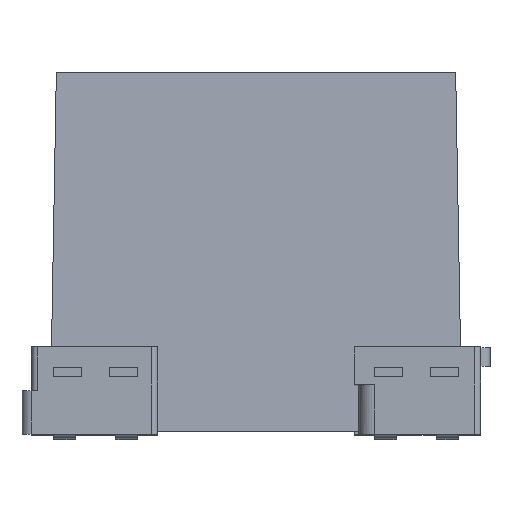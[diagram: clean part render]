
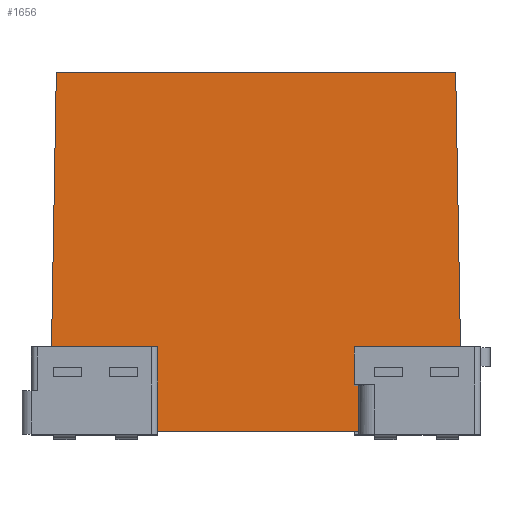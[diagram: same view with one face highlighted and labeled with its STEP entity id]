
A CAD part, top view. The second image highlights one B-rep face of the part: STEP entity #1656.
In plain terms, the highlighted planar face has unit normal (0, 0.018, 1).
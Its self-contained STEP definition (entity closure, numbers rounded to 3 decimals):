
#82 = CARTESIAN_POINT ( 'NONE',  ( -3.15, -2.9, 6.554 ) ) ;
#144 = LINE ( 'NONE', #3264, #3692 ) ;
#185 = ORIENTED_EDGE ( 'NONE', *, *, #2760, .T. ) ;
#201 = VERTEX_POINT ( 'NONE', #1688 ) ;
#234 = VERTEX_POINT ( 'NONE', #1998 ) ;
#313 = ORIENTED_EDGE ( 'NONE', *, *, #603, .T. ) ;
#400 = VECTOR ( 'NONE', #3617, 1000. ) ;
#401 = LINE ( 'NONE', #3202, #3038 ) ;
#455 = CARTESIAN_POINT ( 'NONE',  ( -6.4, 5.9, 6.4 ) ) ;
#490 = LINE ( 'NONE', #1045, #1291 ) ;
#554 = VERTEX_POINT ( 'NONE', #2472 ) ;
#603 = EDGE_CURVE ( 'NONE', #2689, #1242, #3112, .T. ) ;
#619 = VECTOR ( 'NONE', #1149, 1000. ) ;
#738 = VERTEX_POINT ( 'NONE', #2075 ) ;
#743 = ORIENTED_EDGE ( 'NONE', *, *, #3178, .F. ) ;
#800 = EDGE_CURVE ( 'NONE', #2689, #234, #1434, .T. ) ;
#814 = VERTEX_POINT ( 'NONE', #3362 ) ;
#964 = CARTESIAN_POINT ( 'NONE',  ( -6.4, -2.9, 6.554 ) ) ;
#1045 = CARTESIAN_POINT ( 'NONE',  ( -6.396, 6.123, 6.396 ) ) ;
#1085 = FACE_OUTER_BOUND ( 'NONE', #2419, .T. ) ;
#1149 = DIRECTION ( 'NONE',  ( 0., -1., 0.017 ) ) ;
#1157 = CARTESIAN_POINT ( 'NONE',  ( 3.3, 5.9, 6.4 ) ) ;
#1162 = DIRECTION ( 'NONE',  ( 1., 0., 0. ) ) ;
#1182 = ORIENTED_EDGE ( 'NONE', *, *, #3528, .T. ) ;
#1206 = CARTESIAN_POINT ( 'NONE',  ( -6.4, -4.153, 6.575 ) ) ;
#1242 = VERTEX_POINT ( 'NONE', #1474 ) ;
#1261 = DIRECTION ( 'NONE',  ( 0., -1., 0.017 ) ) ;
#1291 = VECTOR ( 'NONE', #1364, 1000. ) ;
#1364 = DIRECTION ( 'NONE',  ( 0.017, 1., -0.017 ) ) ;
#1392 = VERTEX_POINT ( 'NONE', #1906 ) ;
#1424 = ORIENTED_EDGE ( 'NONE', *, *, #800, .F. ) ;
#1434 = LINE ( 'NONE', #964, #4094 ) ;
#1474 = CARTESIAN_POINT ( 'NONE',  ( 6.4, 5.9, 6.4 ) ) ;
#1485 = DIRECTION ( 'NONE',  ( 0., 1., -0.017 ) ) ;
#1502 = CARTESIAN_POINT ( 'NONE',  ( -6.4, -2.9, 6.554 ) ) ;
#1510 = LINE ( 'NONE', #2865, #619 ) ;
#1650 = DIRECTION ( 'NONE',  ( -1., 0., 0. ) ) ;
#1656 = ADVANCED_FACE ( 'NONE', ( #1085 ), #2279, .T. ) ;
#1688 = CARTESIAN_POINT ( 'NONE',  ( -6.4, 5.9, 6.4 ) ) ;
#1846 = DIRECTION ( 'NONE',  ( -1., 0., 0. ) ) ;
#1906 = CARTESIAN_POINT ( 'NONE',  ( 3.3, -5.6, 6.601 ) ) ;
#1966 = CARTESIAN_POINT ( 'NONE',  ( 6.554, -2.9, 6.554 ) ) ;
#1998 = CARTESIAN_POINT ( 'NONE',  ( 3.15, -2.9, 6.554 ) ) ;
#2001 = VECTOR ( 'NONE', #1485, 1000. ) ;
#2075 = CARTESIAN_POINT ( 'NONE',  ( 3.3, -4.153, 6.575 ) ) ;
#2114 = EDGE_CURVE ( 'NONE', #3404, #554, #3188, .T. ) ;
#2170 = ORIENTED_EDGE ( 'NONE', *, *, #2114, .F. ) ;
#2197 = VECTOR ( 'NONE', #4422, 1000. ) ;
#2239 = ORIENTED_EDGE ( 'NONE', *, *, #2676, .F. ) ;
#2279 = PLANE ( 'NONE',  #3271 ) ;
#2347 = EDGE_CURVE ( 'NONE', #738, #814, #3850, .T. ) ;
#2419 = EDGE_LOOP ( 'NONE', ( #1424, #313, #743, #2239, #2170, #2981, #1182, #185, #2961, #3938 ) ) ;
#2472 = CARTESIAN_POINT ( 'NONE',  ( -6.554, -2.9, 6.554 ) ) ;
#2628 = CARTESIAN_POINT ( 'NONE',  ( -6.4, 5.9, 6.4 ) ) ;
#2676 = EDGE_CURVE ( 'NONE', #554, #201, #490, .T. ) ;
#2689 = VERTEX_POINT ( 'NONE', #1966 ) ;
#2760 = EDGE_CURVE ( 'NONE', #1392, #738, #2911, .T. ) ;
#2865 = CARTESIAN_POINT ( 'NONE',  ( -3.15, 5.9, 6.4 ) ) ;
#2907 = LINE ( 'NONE', #455, #3725 ) ;
#2911 = LINE ( 'NONE', #1157, #2001 ) ;
#2961 = ORIENTED_EDGE ( 'NONE', *, *, #2347, .T. ) ;
#2981 = ORIENTED_EDGE ( 'NONE', *, *, #4251, .T. ) ;
#3038 = VECTOR ( 'NONE', #1162, 1000. ) ;
#3112 = LINE ( 'NONE', #3714, #2197 ) ;
#3178 = EDGE_CURVE ( 'NONE', #201, #1242, #2907, .T. ) ;
#3188 = LINE ( 'NONE', #1502, #4471 ) ;
#3202 = CARTESIAN_POINT ( 'NONE',  ( 0., -5.6, 6.601 ) ) ;
#3264 = CARTESIAN_POINT ( 'NONE',  ( 3.15, 5.9, 6.4 ) ) ;
#3271 = AXIS2_PLACEMENT_3D ( 'NONE', #2628, #3317, #1261 ) ;
#3285 = DIRECTION ( 'NONE',  ( 0., 1., -0.017 ) ) ;
#3317 = DIRECTION ( 'NONE',  ( 0., 0.017, 1. ) ) ;
#3322 = EDGE_CURVE ( 'NONE', #814, #234, #144, .T. ) ;
#3362 = CARTESIAN_POINT ( 'NONE',  ( 3.15, -4.153, 6.575 ) ) ;
#3404 = VERTEX_POINT ( 'NONE', #82 ) ;
#3528 = EDGE_CURVE ( 'NONE', #3893, #1392, #401, .T. ) ;
#3610 = CARTESIAN_POINT ( 'NONE',  ( -3.15, -5.6, 6.601 ) ) ;
#3617 = DIRECTION ( 'NONE',  ( -1., 0., 0. ) ) ;
#3692 = VECTOR ( 'NONE', #3285, 1000. ) ;
#3714 = CARTESIAN_POINT ( 'NONE',  ( 6.396, 6.123, 6.396 ) ) ;
#3725 = VECTOR ( 'NONE', #3903, 1000. ) ;
#3850 = LINE ( 'NONE', #1206, #400 ) ;
#3893 = VERTEX_POINT ( 'NONE', #3610 ) ;
#3903 = DIRECTION ( 'NONE',  ( 1., 0., 0. ) ) ;
#3938 = ORIENTED_EDGE ( 'NONE', *, *, #3322, .T. ) ;
#4094 = VECTOR ( 'NONE', #1650, 1000. ) ;
#4251 = EDGE_CURVE ( 'NONE', #3404, #3893, #1510, .T. ) ;
#4422 = DIRECTION ( 'NONE',  ( -0.017, 1., -0.017 ) ) ;
#4471 = VECTOR ( 'NONE', #1846, 1000. ) ;
